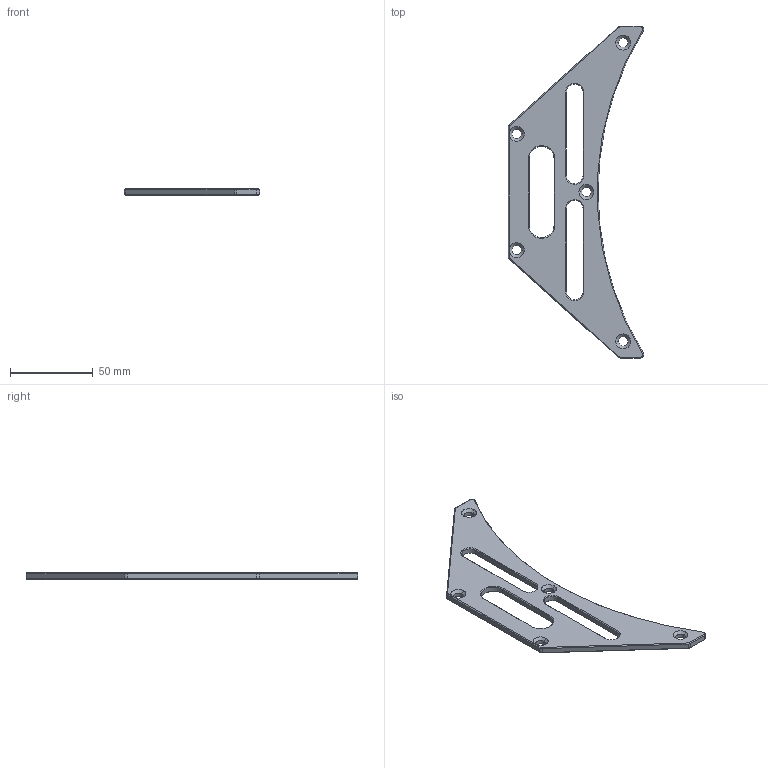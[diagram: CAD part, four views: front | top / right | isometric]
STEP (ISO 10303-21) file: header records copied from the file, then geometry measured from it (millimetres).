
FILE_DESCRIPTION (( 'STEP AP214' ), '1' );
FILE_NAME ('Platine_Parallelogramme_Ext.STEP', '2023-05-10T11:58:53', ( '' ), ( '' ), 'SwSTEP 2.0', 'SolidWorks 2020', '' );
FILE_SCHEMA (( 'AUTOMOTIVE_DESIGN' ));
Length unit declared in the file: millimetre
Products named in the file (1): Platine_Parallelogramme_Ext
Bounding box: 81.48 x 200 x 4 mm (x, y, z)
Volume: 26033.6 mm3; surface area: 16522.3 mm2
Topology: 1 solids, 1 shells, 98 faces, 231 edges, 133 vertices
Faces by surface type: cone 39, plane 35, cylinder 24
Entity records: 2826 total; most frequent: DIRECTION 518, CARTESIAN_POINT 463, ORIENTED_EDGE 462, EDGE_CURVE 231, AXIS2_PLACEMENT_3D 188, LINE 142, VECTOR 142, VERTEX_POINT 133
